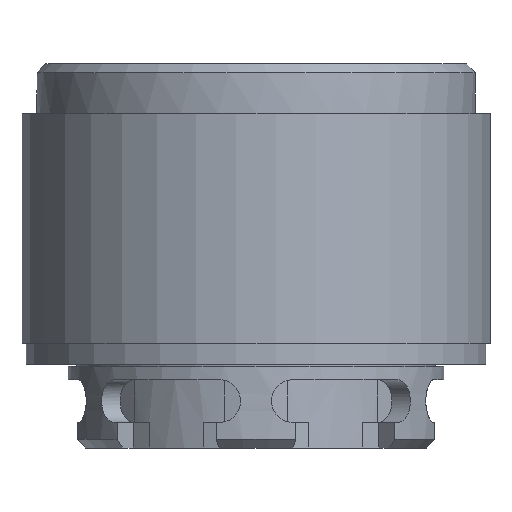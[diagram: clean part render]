
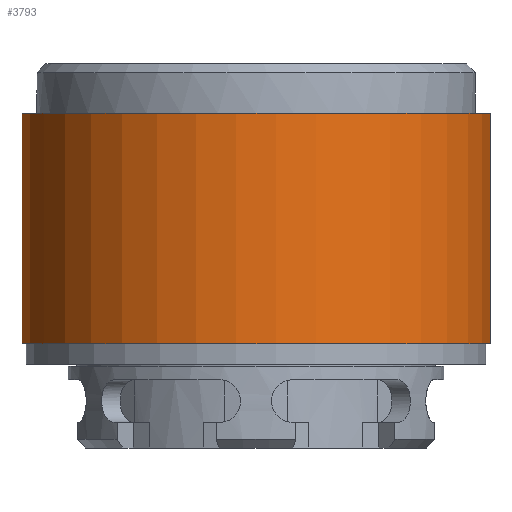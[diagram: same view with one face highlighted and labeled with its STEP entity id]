
A CAD part, left-side view. The second image highlights one B-rep face of the part: STEP entity #3793.
In plain terms, the highlighted cylindrical face has radius 13.75 mm (diameter 27.5 mm), a partial arc.
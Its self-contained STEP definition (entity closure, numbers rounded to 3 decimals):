
#187=LINE('',#5137,#343);
#197=LINE('',#5159,#353);
#343=VECTOR('',#4319,1000.);
#353=VECTOR('',#4339,1000.);
#523=ORIENTED_EDGE('',*,*,#1247,.F.);
#524=ORIENTED_EDGE('',*,*,#1245,.T.);
#525=ORIENTED_EDGE('',*,*,#1248,.T.);
#526=ORIENTED_EDGE('',*,*,#1234,.F.);
#1234=EDGE_CURVE('',#1599,#1597,#187,.T.);
#1245=EDGE_CURVE('',#1607,#1606,#197,.T.);
#1247=EDGE_CURVE('',#1607,#1599,#1854,.T.);
#1248=EDGE_CURVE('',#1606,#1597,#1855,.T.);
#1597=VERTEX_POINT('',#5132);
#1599=VERTEX_POINT('',#5136);
#1606=VERTEX_POINT('',#5158);
#1607=VERTEX_POINT('',#5160);
#1854=CIRCLE('',#3984,13.75);
#1855=CIRCLE('',#3985,13.75);
#2017=EDGE_LOOP('',(#523,#524,#525,#526));
#2264=FACE_BOUND('',#2017,.T.);
#2505=CYLINDRICAL_SURFACE('',#3983,13.75);
#3793=ADVANCED_FACE('',(#2264),#2505,.T.);
#3983=AXIS2_PLACEMENT_3D('',#5162,#4342,#4343);
#3984=AXIS2_PLACEMENT_3D('',#5163,#4344,#4345);
#3985=AXIS2_PLACEMENT_3D('',#5164,#4346,#4347);
#4319=DIRECTION('',(0.,0.,-1.));
#4339=DIRECTION('',(0.,0.,-1.));
#4342=DIRECTION('',(0.,0.,1.));
#4343=DIRECTION('',(1.,0.,0.));
#4344=DIRECTION('',(0.,0.,1.));
#4345=DIRECTION('',(1.,0.,0.));
#4346=DIRECTION('',(0.,0.,1.));
#4347=DIRECTION('',(1.,0.,0.));
#5132=CARTESIAN_POINT('',(11.135,-8.067,0.75));
#5136=CARTESIAN_POINT('',(11.135,-8.067,14.25));
#5137=CARTESIAN_POINT('',(11.135,-8.067,14.25));
#5158=CARTESIAN_POINT('',(11.135,8.067,0.75));
#5159=CARTESIAN_POINT('',(11.135,8.067,14.25));
#5160=CARTESIAN_POINT('',(11.135,8.067,14.25));
#5162=CARTESIAN_POINT('',(0.,0.,60.75));
#5163=CARTESIAN_POINT('',(0.,0.,14.25));
#5164=CARTESIAN_POINT('',(0.,0.,0.75));
